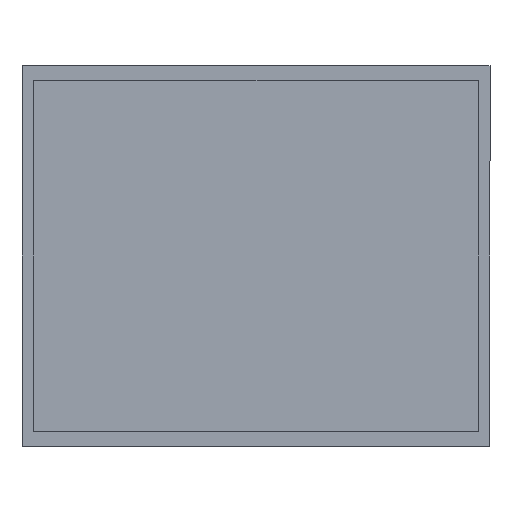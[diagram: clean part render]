
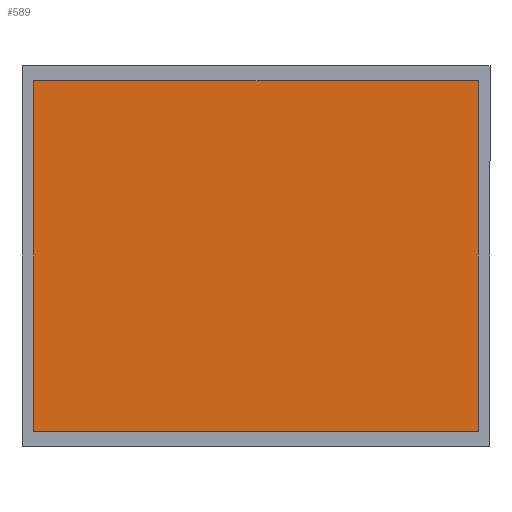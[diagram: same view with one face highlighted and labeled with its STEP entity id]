
A CAD part, front view. The second image highlights one B-rep face of the part: STEP entity #589.
In plain terms, the highlighted planar face has unit normal (0, -1, 0).
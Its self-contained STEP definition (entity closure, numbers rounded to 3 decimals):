
#17 = LINE ( 'NONE', #502, #215 ) ;
#58 = CARTESIAN_POINT ( 'NONE',  ( -190., 1.5, 150. ) ) ;
#108 = LINE ( 'NONE', #429, #508 ) ;
#114 = ORIENTED_EDGE ( 'NONE', *, *, #537, .T. ) ;
#118 = AXIS2_PLACEMENT_3D ( 'NONE', #1220, #841, #735 ) ;
#142 = ORIENTED_EDGE ( 'NONE', *, *, #407, .T. ) ;
#173 = EDGE_CURVE ( 'NONE', #1028, #1158, #997, .T. ) ;
#215 = VECTOR ( 'NONE', #337, 1000. ) ;
#289 = CARTESIAN_POINT ( 'NONE',  ( 190., 1.5, -150. ) ) ;
#300 = EDGE_LOOP ( 'NONE', ( #631, #114, #675, #142 ) ) ;
#337 = DIRECTION ( 'NONE',  ( 0., 0., -1. ) ) ;
#396 = VERTEX_POINT ( 'NONE', #510 ) ;
#407 = EDGE_CURVE ( 'NONE', #1158, #1159, #108, .T. ) ;
#416 = CARTESIAN_POINT ( 'NONE',  ( 190., 1.5, 150. ) ) ;
#429 = CARTESIAN_POINT ( 'NONE',  ( 190., 1.5, 150. ) ) ;
#459 = EDGE_CURVE ( 'NONE', #1159, #396, #17, .T. ) ;
#477 = CARTESIAN_POINT ( 'NONE',  ( 190., 1.5, -150. ) ) ;
#502 = CARTESIAN_POINT ( 'NONE',  ( -190., 1.5, -150. ) ) ;
#508 = VECTOR ( 'NONE', #612, 1000. ) ;
#509 = VECTOR ( 'NONE', #1134, 1000. ) ;
#510 = CARTESIAN_POINT ( 'NONE',  ( -190., 1.5, -150. ) ) ;
#537 = EDGE_CURVE ( 'NONE', #396, #1028, #917, .T. ) ;
#589 = ADVANCED_FACE ( 'NONE', ( #855 ), #1112, .T. ) ;
#612 = DIRECTION ( 'NONE',  ( -1., 0., 0. ) ) ;
#631 = ORIENTED_EDGE ( 'NONE', *, *, #459, .T. ) ;
#675 = ORIENTED_EDGE ( 'NONE', *, *, #173, .T. ) ;
#685 = VECTOR ( 'NONE', #1026, 1000. ) ;
#735 = DIRECTION ( 'NONE',  ( 0., 0., -1. ) ) ;
#812 = CARTESIAN_POINT ( 'NONE',  ( 190., 1.5, -150. ) ) ;
#841 = DIRECTION ( 'NONE',  ( 0., -1., 0. ) ) ;
#855 = FACE_OUTER_BOUND ( 'NONE', #300, .T. ) ;
#917 = LINE ( 'NONE', #812, #685 ) ;
#997 = LINE ( 'NONE', #289, #509 ) ;
#1026 = DIRECTION ( 'NONE',  ( 1., 0., 0. ) ) ;
#1028 = VERTEX_POINT ( 'NONE', #477 ) ;
#1112 = PLANE ( 'NONE',  #118 ) ;
#1134 = DIRECTION ( 'NONE',  ( 0., 0., 1. ) ) ;
#1158 = VERTEX_POINT ( 'NONE', #416 ) ;
#1159 = VERTEX_POINT ( 'NONE', #58 ) ;
#1220 = CARTESIAN_POINT ( 'NONE',  ( 0., 1.5, 0. ) ) ;
